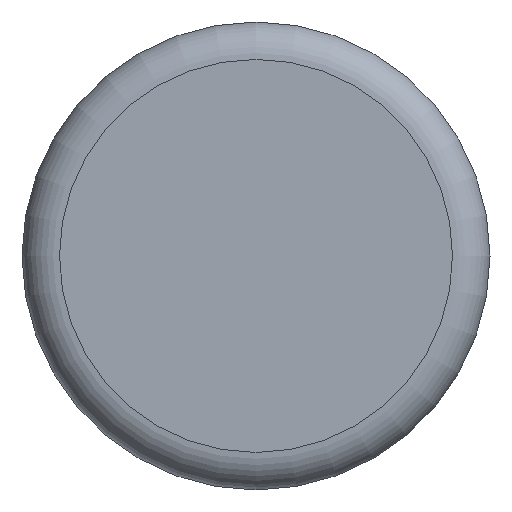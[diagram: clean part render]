
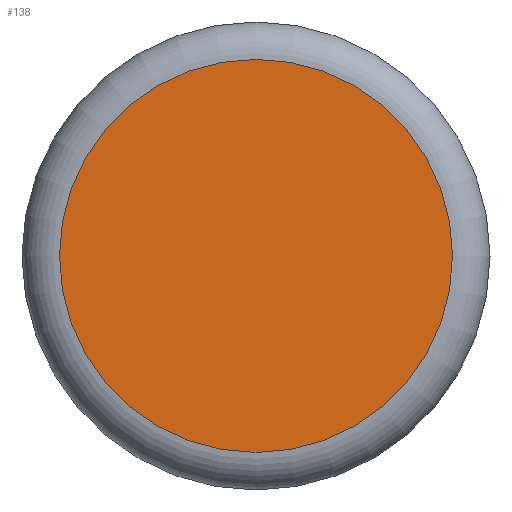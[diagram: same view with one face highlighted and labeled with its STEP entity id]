
A CAD part, top view. The second image highlights one B-rep face of the part: STEP entity #138.
In plain terms, the highlighted planar face has unit normal (0, 0, 1).
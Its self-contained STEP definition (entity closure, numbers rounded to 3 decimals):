
#138 = ADVANCED_FACE( '', ( #307 ), #308, .F. );
#307 = FACE_OUTER_BOUND( '', #502, .T. );
#308 = PLANE( '', #503 );
#502 = EDGE_LOOP( '', ( #816 ) );
#503 = AXIS2_PLACEMENT_3D( '', #817, #818, #819 );
#816 = ORIENTED_EDGE( '', *, *, #1018, .T. );
#817 = CARTESIAN_POINT( '', ( 0., 12.5, 65. ) );
#818 = DIRECTION( '', ( 0., 0., -1. ) );
#819 = DIRECTION( '', ( -1., 0., 0. ) );
#1018 = EDGE_CURVE( '', #1180, #1180, #1181, .F. );
#1180 = VERTEX_POINT( '', #1412 );
#1181 = CIRCLE( '', #1413, 10.486 );
#1412 = CARTESIAN_POINT( '', ( -10.486, 0., 65. ) );
#1413 = AXIS2_PLACEMENT_3D( '', #1720, #1721, #1722 );
#1720 = CARTESIAN_POINT( '', ( 0., 0., 65. ) );
#1721 = DIRECTION( '', ( 0., 0., -1. ) );
#1722 = DIRECTION( '', ( -1., 0., 0. ) );
